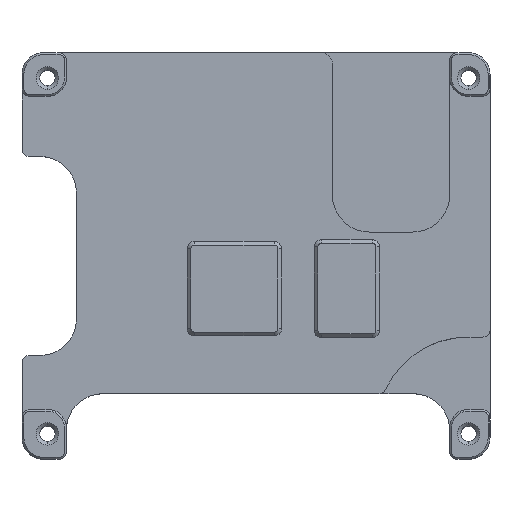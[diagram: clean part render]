
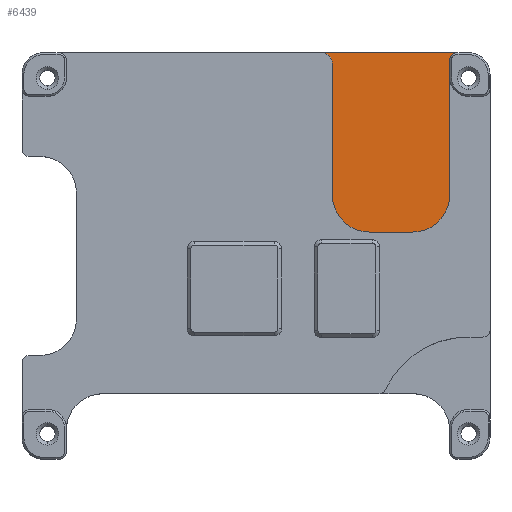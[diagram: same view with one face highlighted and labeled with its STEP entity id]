
A CAD part, top view. The second image highlights one B-rep face of the part: STEP entity #6439.
In plain terms, the highlighted planar face has unit normal (0, 0, 1).
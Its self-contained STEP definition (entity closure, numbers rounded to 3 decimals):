
#2315=DIRECTION('',(0.,-1.,0.));
#2316=VECTOR('',#2315,18.1);
#2317=CARTESIAN_POINT('',(0.25,26.5,-7.));
#2318=LINE('',#2317,#2316);
#2319=DIRECTION('',(1.,0.,0.));
#2320=VECTOR('',#2319,18.65);
#2321=CARTESIAN_POINT('',(-1.25,28.,-7.));
#2322=LINE('',#2321,#2320);
#2323=DIRECTION('',(0.,1.,0.));
#2324=VECTOR('',#2323,18.6);
#2325=CARTESIAN_POINT('',(16.4,8.4,-7.));
#2326=LINE('',#2325,#2324);
#2327=CARTESIAN_POINT('',(11.3,8.4,-7.));
#2328=DIRECTION('',(0.,0.,1.));
#2329=DIRECTION('',(0.,-1.,0.));
#2330=AXIS2_PLACEMENT_3D('',#2327,#2328,#2329);
#2332=CARTESIAN_POINT('',(5.35,8.4,-7.));
#2333=DIRECTION('',(0.,0.,1.));
#2334=DIRECTION('',(-1.,0.,0.));
#2335=AXIS2_PLACEMENT_3D('',#2332,#2333,#2334);
#2345=CARTESIAN_POINT('',(-1.25,26.5,-7.));
#2346=DIRECTION('',(0.,0.,-1.));
#2347=DIRECTION('',(0.,1.,0.));
#2348=AXIS2_PLACEMENT_3D('',#2345,#2346,#2347);
#2359=DIRECTION('',(1.,0.,0.));
#2360=VECTOR('',#2359,5.95);
#2361=CARTESIAN_POINT('',(5.35,3.3,-7.));
#2362=LINE('',#2361,#2360);
#2376=CARTESIAN_POINT('',(17.4,27.,-7.));
#2377=DIRECTION('',(0.,0.,-1.));
#2378=DIRECTION('',(-1.,0.,0.));
#2379=AXIS2_PLACEMENT_3D('',#2376,#2377,#2378);
#2467=CARTESIAN_POINT('',(16.4,27.,-7.));
#2468=CARTESIAN_POINT('',(17.4,28.,-7.));
#2469=VERTEX_POINT('',#2467);
#2470=VERTEX_POINT('',#2468);
#2471=CARTESIAN_POINT('',(0.25,8.4,-7.));
#2472=CARTESIAN_POINT('',(5.35,3.3,-7.));
#2473=VERTEX_POINT('',#2471);
#2474=VERTEX_POINT('',#2472);
#2479=CARTESIAN_POINT('',(16.4,8.4,-7.));
#2480=VERTEX_POINT('',#2479);
#2482=CARTESIAN_POINT('',(0.25,26.5,-7.));
#2484=VERTEX_POINT('',#2482);
#2487=CARTESIAN_POINT('',(-1.25,28.,-7.));
#2488=VERTEX_POINT('',#2487);
#2989=CARTESIAN_POINT('',(11.3,3.3,-7.));
#2990=VERTEX_POINT('',#2989);
#6419=CARTESIAN_POINT('',(0.,0.,-7.));
#6420=DIRECTION('',(0.,0.,1.));
#6421=DIRECTION('',(1.,0.,0.));
#6422=AXIS2_PLACEMENT_3D('',#6419,#6420,#6421);
#6423=PLANE('',#6422);
#6425=ORIENTED_EDGE('',*,*,#6424,.F.);
#6427=ORIENTED_EDGE('',*,*,#6426,.F.);
#6428=ORIENTED_EDGE('',*,*,#3790,.T.);
#6430=ORIENTED_EDGE('',*,*,#6429,.F.);
#6431=ORIENTED_EDGE('',*,*,#6398,.F.);
#6432=ORIENTED_EDGE('',*,*,#6410,.F.);
#6434=ORIENTED_EDGE('',*,*,#6433,.F.);
#6436=ORIENTED_EDGE('',*,*,#6435,.F.);
#6437=EDGE_LOOP('',(#6425,#6427,#6428,#6430,#6431,#6432,#6434,#6436));
#6438=FACE_OUTER_BOUND('',#6437,.F.);
#6439=ADVANCED_FACE('',(#6438),#6423,.T.);
#2331=CIRCLE('',#2330,5.1);
#2336=CIRCLE('',#2335,5.1);
#2349=CIRCLE('',#2348,1.5);
#2380=CIRCLE('',#2379,1.);
#3790=EDGE_CURVE('',#2488,#2470,#2322,.T.);
#6398=EDGE_CURVE('',#2480,#2469,#2326,.T.);
#6410=EDGE_CURVE('',#2990,#2480,#2331,.T.);
#6424=EDGE_CURVE('',#2484,#2473,#2318,.T.);
#6426=EDGE_CURVE('',#2488,#2484,#2349,.T.);
#6429=EDGE_CURVE('',#2469,#2470,#2380,.T.);
#6433=EDGE_CURVE('',#2474,#2990,#2362,.T.);
#6435=EDGE_CURVE('',#2473,#2474,#2336,.T.);
